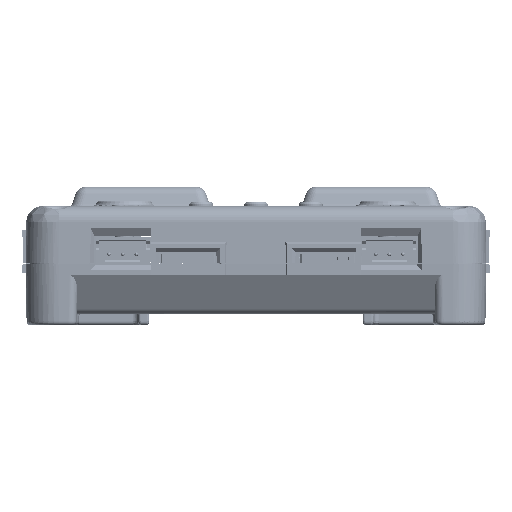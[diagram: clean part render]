
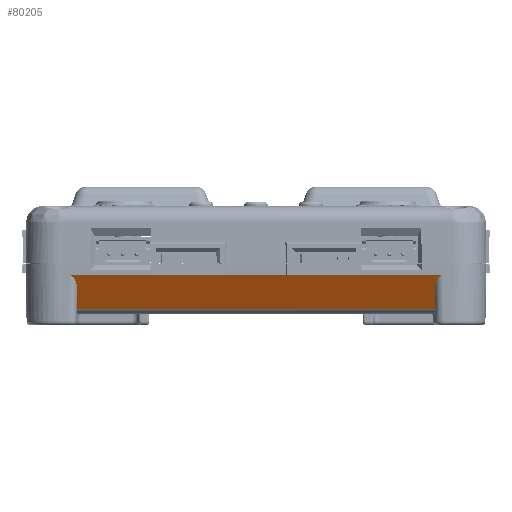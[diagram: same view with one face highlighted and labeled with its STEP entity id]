
A CAD part, front view. The second image highlights one B-rep face of the part: STEP entity #80205.
In plain terms, the highlighted planar face has unit normal (0, -0.866, -0.5).
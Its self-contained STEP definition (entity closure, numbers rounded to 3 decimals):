
#19233=DIRECTION('',(1.,0.,0.));
#19234=VECTOR('',#19233,14.941);
#19235=CARTESIAN_POINT('',(19.1,-26.465,-0.414));
#19236=LINE('',#19235,#19234);
#19253=CARTESIAN_POINT('',(32.648,-22.951,-6.5));
#19259=DIRECTION('',(0.015,0.5,-0.866));
#19260=VECTOR('',#19259,3.935);
#19261=CARTESIAN_POINT('',(32.588,-24.918,
-3.093));
#19262=LINE('',#19261,#19260);
#19267=DIRECTION('',(1.,0.,0.));
#19268=VECTOR('',#19267,65.295);
#19269=CARTESIAN_POINT('',(-32.648,-22.951,-6.5));
#19270=LINE('',#19269,#19268);
#19281=DIRECTION('',(0.015,-0.5,0.866));
#19282=VECTOR('',#19281,3.935);
#19283=CARTESIAN_POINT('',(-32.648,-22.951,-6.5));
#19284=LINE('',#19283,#19282);
#19285=CARTESIAN_POINT('',(-32.588,-24.918,
-3.093));
#19286=CARTESIAN_POINT('',(-32.582,-25.11,
-2.761));
#19287=CARTESIAN_POINT('',(-32.638,-25.459,
-2.155));
#19288=CARTESIAN_POINT('',(-32.831,-25.835,
-1.504));
#19289=CARTESIAN_POINT('',(-33.068,-26.096,
-1.053));
#19290=CARTESIAN_POINT('',(-33.293,-26.268,
-0.755));
#19291=CARTESIAN_POINT('',(-33.588,-26.405,
-0.517));
#19292=CARTESIAN_POINT('',(-33.85,-26.465,
-0.414));
#19293=CARTESIAN_POINT('',(-34.041,-26.465,
-0.414));
#19295=CARTESIAN_POINT('',(34.041,-26.465,
-0.414));
#19296=CARTESIAN_POINT('',(33.85,-26.465,
-0.414));
#19297=CARTESIAN_POINT('',(33.588,-26.405,
-0.517));
#19298=CARTESIAN_POINT('',(33.293,-26.268,
-0.755));
#19299=CARTESIAN_POINT('',(33.068,-26.096,
-1.053));
#19300=CARTESIAN_POINT('',(32.831,-25.835,
-1.504));
#19301=CARTESIAN_POINT('',(32.638,-25.459,
-2.155));
#19302=CARTESIAN_POINT('',(32.582,-25.11,
-2.761));
#19303=CARTESIAN_POINT('',(32.588,-24.918,
-3.093));
#19365=DIRECTION('',(1.,0.,0.));
#19366=VECTOR('',#19365,14.941);
#19367=CARTESIAN_POINT('',(-34.041,-26.465,
-0.414));
#19368=LINE('',#19367,#19366);
#19770=DIRECTION('',(-1.,0.,0.));
#19771=VECTOR('',#19770,13.709);
#19772=CARTESIAN_POINT('',(19.1,-26.465,-0.414));
#19773=LINE('',#19772,#19771);
#19950=DIRECTION('',(1.,0.,0.));
#19951=VECTOR('',#19950,10.784);
#19952=CARTESIAN_POINT('',(-5.393,-26.465,
-0.414));
#19953=LINE('',#19952,#19951);
#20002=DIRECTION('',(-1.,0.,0.));
#20003=VECTOR('',#20002,13.707);
#20004=CARTESIAN_POINT('',(-5.393,-26.465,
-0.414));
#20005=LINE('',#20004,#20003);
#47020=VERTEX_POINT('',#19253);
#47021=CARTESIAN_POINT('',(32.588,-24.918,
-3.093));
#47022=VERTEX_POINT('',#47021);
#47023=CARTESIAN_POINT('',(-32.648,-22.951,-6.5));
#47024=VERTEX_POINT('',#47023);
#47025=CARTESIAN_POINT('',(-32.588,-24.918,
-3.093));
#47026=VERTEX_POINT('',#47025);
#47027=VERTEX_POINT('',#19295);
#47028=CARTESIAN_POINT('',(19.1,-26.465,-0.414));
#47029=VERTEX_POINT('',#47028);
#47030=CARTESIAN_POINT('',(5.391,-26.465,
-0.414));
#47031=VERTEX_POINT('',#47030);
#47032=CARTESIAN_POINT('',(-5.393,-26.465,
-0.414));
#47033=VERTEX_POINT('',#47032);
#47034=CARTESIAN_POINT('',(-19.1,-26.465,-0.414));
#47035=VERTEX_POINT('',#47034);
#47036=CARTESIAN_POINT('',(-34.041,-26.465,
-0.414));
#47037=VERTEX_POINT('',#47036);
#80182=CARTESIAN_POINT('',(0.,-24.708,
-3.457));
#80183=DIRECTION('',(0.,0.866,0.5));
#80184=DIRECTION('',(0.,-0.5,0.866));
#80185=AXIS2_PLACEMENT_3D('',#80182,#80183,#80184);
#80186=PLANE('',#80185);
#80188=ORIENTED_EDGE('',*,*,#80187,.T.);
#80190=ORIENTED_EDGE('',*,*,#80189,.T.);
#80192=ORIENTED_EDGE('',*,*,#80191,.T.);
#80194=ORIENTED_EDGE('',*,*,#80193,.F.);
#80196=ORIENTED_EDGE('',*,*,#80195,.T.);
#80198=ORIENTED_EDGE('',*,*,#80197,.F.);
#80199=ORIENTED_EDGE('',*,*,#80112,.T.);
#80200=ORIENTED_EDGE('',*,*,#80133,.T.);
#80201=ORIENTED_EDGE('',*,*,#80150,.T.);
#80202=ORIENTED_EDGE('',*,*,#80173,.F.);
#80203=EDGE_LOOP('',(#80188,#80190,#80192,#80194,#80196,#80198,#80199,#80200,
#80201,#80202));
#80204=FACE_OUTER_BOUND('',#80203,.F.);
#80205=ADVANCED_FACE('',(#80204),#80186,.F.);
#19294=B_SPLINE_CURVE_WITH_KNOTS('',3,(#19285,#19286,#19287,#19288,#19289,
#19290,#19291,#19292,#19293),.UNSPECIFIED.,.F.,.F.,(4,1,1,1,1,1,4),(0.,0.25,
0.5,0.625,0.75,0.875,1.),.UNSPECIFIED.);
#19304=B_SPLINE_CURVE_WITH_KNOTS('',3,(#19295,#19296,#19297,#19298,#19299,
#19300,#19301,#19302,#19303),.UNSPECIFIED.,.F.,.F.,(4,1,1,1,1,1,4),(0.,
0.125,0.25,0.375,0.5,0.75,1.),.UNSPECIFIED.);
#80112=EDGE_CURVE('',#47029,#47027,#19236,.T.);
#80133=EDGE_CURVE('',#47027,#47022,#19304,.T.);
#80150=EDGE_CURVE('',#47022,#47020,#19262,.T.);
#80173=EDGE_CURVE('',#47024,#47020,#19270,.T.);
#80187=EDGE_CURVE('',#47024,#47026,#19284,.T.);
#80189=EDGE_CURVE('',#47026,#47037,#19294,.T.);
#80191=EDGE_CURVE('',#47037,#47035,#19368,.T.);
#80193=EDGE_CURVE('',#47033,#47035,#20005,.T.);
#80195=EDGE_CURVE('',#47033,#47031,#19953,.T.);
#80197=EDGE_CURVE('',#47029,#47031,#19773,.T.);
